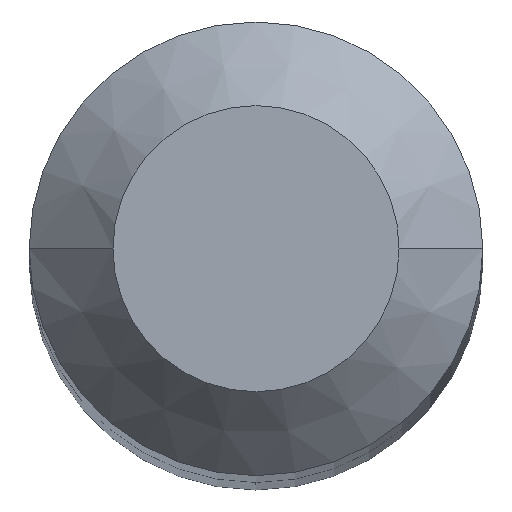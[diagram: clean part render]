
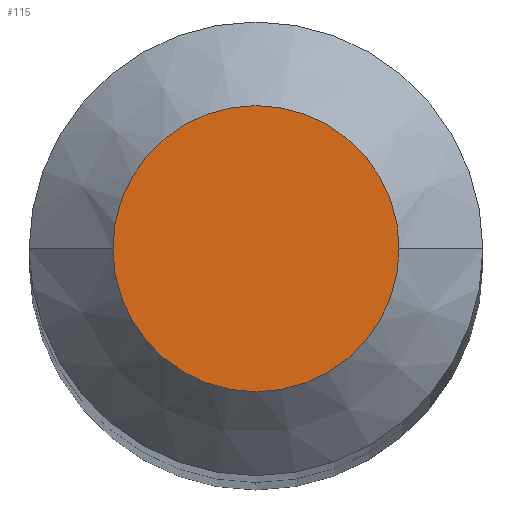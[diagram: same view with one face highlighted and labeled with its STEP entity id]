
A CAD part, top view. The second image highlights one B-rep face of the part: STEP entity #115.
In plain terms, the highlighted planar face has unit normal (0, 0, 1).
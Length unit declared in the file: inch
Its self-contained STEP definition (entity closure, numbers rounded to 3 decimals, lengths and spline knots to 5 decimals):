
#2 = ORIENTED_EDGE ( 'NONE', *, *, #281, .T. ) ;
#8 = DIRECTION ( 'NONE',  ( 0., 0., -1. ) ) ;
#15 = DIRECTION ( 'NONE',  ( 0., 0., 1. ) ) ;
#16 = EDGE_CURVE ( 'NONE', #93, #23, #86, .T. ) ;
#21 = DIRECTION ( 'NONE',  ( 1., 0., 0. ) ) ;
#23 = VERTEX_POINT ( 'NONE', #218 ) ;
#64 = AXIS2_PLACEMENT_3D ( 'NONE', #360, #15, #156 ) ;
#84 = CARTESIAN_POINT ( 'NONE',  ( 0., 0., 0. ) ) ;
#85 = ORIENTED_EDGE ( 'NONE', *, *, #16, .T. ) ;
#86 = CIRCLE ( 'NONE', #64, 0.0534 ) ;
#93 = VERTEX_POINT ( 'NONE', #327 ) ;
#115 = ADVANCED_FACE ( 'NONE', ( #132 ), #160, .F. ) ;
#120 = EDGE_LOOP ( 'NONE', ( #2, #85 ) ) ;
#130 = DIRECTION ( 'NONE',  ( -1., 0., 0. ) ) ;
#132 = FACE_OUTER_BOUND ( 'NONE', #120, .T. ) ;
#154 = AXIS2_PLACEMENT_3D ( 'NONE', #302, #8, #130 ) ;
#156 = DIRECTION ( 'NONE',  ( 1., 0., 0. ) ) ;
#160 = PLANE ( 'NONE',  #154 ) ;
#218 = CARTESIAN_POINT ( 'NONE',  ( -0.0534, 0., 0. ) ) ;
#243 = AXIS2_PLACEMENT_3D ( 'NONE', #84, #374, #21 ) ;
#266 = CIRCLE ( 'NONE', #243, 0.0534 ) ;
#281 = EDGE_CURVE ( 'NONE', #23, #93, #266, .T. ) ;
#302 = CARTESIAN_POINT ( 'NONE',  ( 0., 0., 0. ) ) ;
#327 = CARTESIAN_POINT ( 'NONE',  ( 0.0534, 0., 0. ) ) ;
#360 = CARTESIAN_POINT ( 'NONE',  ( 0., 0., 0. ) ) ;
#374 = DIRECTION ( 'NONE',  ( 0., 0., 1. ) ) ;
